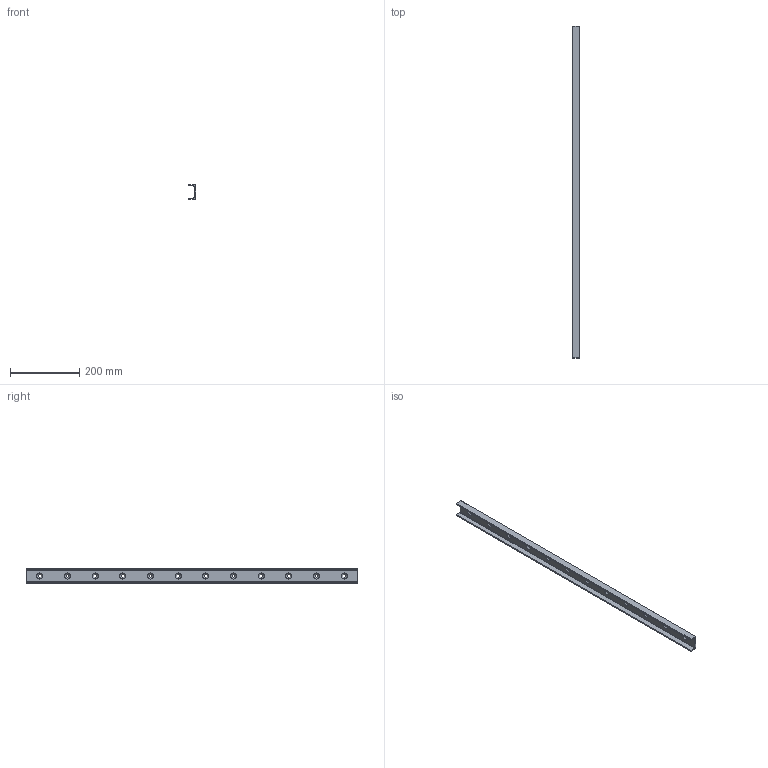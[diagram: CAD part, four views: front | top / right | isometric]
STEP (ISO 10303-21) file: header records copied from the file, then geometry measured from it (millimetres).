
FILE_DESCRIPTION( ( 'Unknown' ), '1' );
FILE_NAME( 'LCU43-0960V.stp', 'Unknown', ( 'Unknown' ), ( 'Unknown' ), 'PSStep 17.0.49', 'Unknown', ' ' );
FILE_SCHEMA( ( 'AUTOMOTIVE_DESIGN { 1 0 10303 214 1 1 1 1 }' ) );
Length unit declared in the file: millimetre
Products named in the file (1): 1
Bounding box: 21 x 960 x 43 mm (x, y, z)
Volume: 307937 mm3; surface area: 152186.1 mm2
Topology: 1 solids, 1 shells, 40 faces, 114 edges, 76 vertices
Faces by surface type: cylinder 18, cone 12, plane 10
Full cylindrical faces by diameter (mm): 9 x12
Entity records: 1482 total; most frequent: DIRECTION 208, CARTESIAN_POINT 183, ORIENTED_EDGE 156, AXIS2_PLACEMENT_3D 89, EDGE_LOOP 88, EDGE_CURVE 78, VERTEX_POINT 64, FACE_OUTER_BOUND 52
